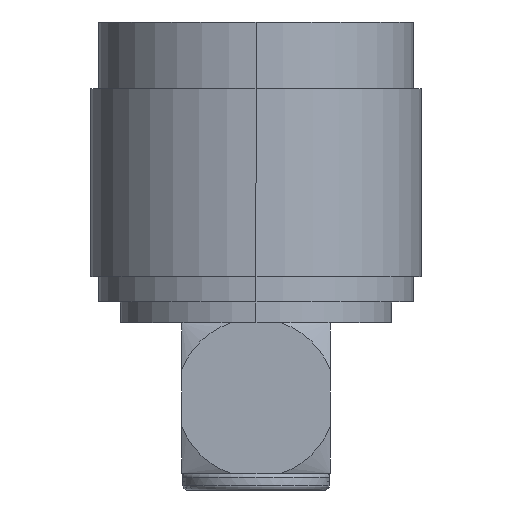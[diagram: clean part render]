
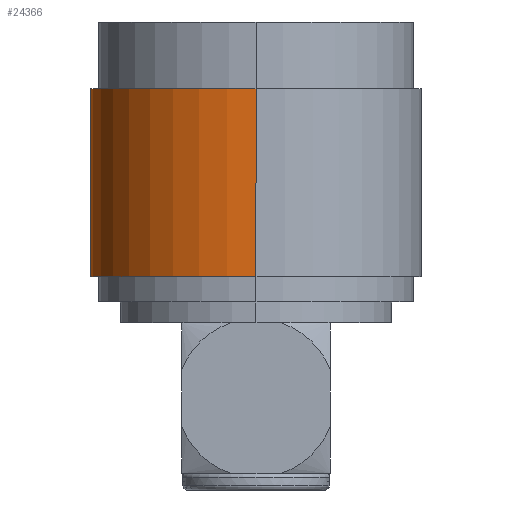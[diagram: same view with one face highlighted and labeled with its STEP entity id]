
A CAD part, left-side view. The second image highlights one B-rep face of the part: STEP entity #24366.
In plain terms, the highlighted cylindrical face has radius 10.058 mm (diameter 20.116 mm), a partial arc.
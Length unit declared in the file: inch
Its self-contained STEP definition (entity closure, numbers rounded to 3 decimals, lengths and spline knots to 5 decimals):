
#41 = CARTESIAN_POINT ( 'NONE',  ( 0., -0.29, 0. ) ) ;
#1543 = DIRECTION ( 'NONE',  ( 0., -1., 0. ) ) ;
#4774 = AXIS2_PLACEMENT_3D ( 'NONE', #40489, #14033, #27591 ) ;
#5686 = CARTESIAN_POINT ( 'NONE',  ( 0., -0.11, 0.39599 ) ) ;
#7551 = CARTESIAN_POINT ( 'NONE',  ( 0., -0.74, 0. ) ) ;
#8986 = VERTEX_POINT ( 'NONE', #16965 ) ;
#9560 = LINE ( 'NONE', #14323, #14240 ) ;
#9866 = ORIENTED_EDGE ( 'NONE', *, *, #28992, .T. ) ;
#12225 = CIRCLE ( 'NONE', #27304, 0.39599 ) ;
#13472 = DIRECTION ( 'NONE',  ( 0., 0., -1. ) ) ;
#14033 = DIRECTION ( 'NONE',  ( 0., -1., 0. ) ) ;
#14240 = VECTOR ( 'NONE', #28031, 39.37008 ) ;
#14323 = CARTESIAN_POINT ( 'NONE',  ( 0., -0.11, -0.39599 ) ) ;
#15775 = EDGE_CURVE ( 'NONE', #31778, #8986, #12225, .T. ) ;
#15865 = DIRECTION ( 'NONE',  ( 0., -1., 0. ) ) ;
#16965 = CARTESIAN_POINT ( 'NONE',  ( 0., -0.74, 0.39599 ) ) ;
#17138 = EDGE_LOOP ( 'NONE', ( #9866, #18618, #30667, #35279 ) ) ;
#18373 = AXIS2_PLACEMENT_3D ( 'NONE', #41, #27149, #13472 ) ;
#18618 = ORIENTED_EDGE ( 'NONE', *, *, #42104, .T. ) ;
#22562 = VECTOR ( 'NONE', #15865, 39.37008 ) ;
#23026 = CARTESIAN_POINT ( 'NONE',  ( 0., -0.29, -0.39599 ) ) ;
#24366 = ADVANCED_FACE ( 'NONE', ( #29710 ), #32857, .T. ) ;
#27149 = DIRECTION ( 'NONE',  ( 0., -1., 0. ) ) ;
#27304 = AXIS2_PLACEMENT_3D ( 'NONE', #7551, #1543, #38896 ) ;
#27591 = DIRECTION ( 'NONE',  ( 0., 0., -1. ) ) ;
#28031 = DIRECTION ( 'NONE',  ( 0., -1., 0. ) ) ;
#28327 = VERTEX_POINT ( 'NONE', #23026 ) ;
#28992 = EDGE_CURVE ( 'NONE', #28327, #37844, #34225, .T. ) ;
#29710 = FACE_OUTER_BOUND ( 'NONE', #17138, .T. ) ;
#30334 = CARTESIAN_POINT ( 'NONE',  ( 0., -0.74, -0.39599 ) ) ;
#30667 = ORIENTED_EDGE ( 'NONE', *, *, #15775, .F. ) ;
#31778 = VERTEX_POINT ( 'NONE', #30334 ) ;
#32857 = CYLINDRICAL_SURFACE ( 'NONE', #4774, 0.39599 ) ;
#34225 = CIRCLE ( 'NONE', #18373, 0.39599 ) ;
#35279 = ORIENTED_EDGE ( 'NONE', *, *, #41677, .F. ) ;
#37385 = CARTESIAN_POINT ( 'NONE',  ( 0., -0.29, 0.39599 ) ) ;
#37844 = VERTEX_POINT ( 'NONE', #37385 ) ;
#38896 = DIRECTION ( 'NONE',  ( 0., 0., -1. ) ) ;
#39324 = LINE ( 'NONE', #5686, #22562 ) ;
#40489 = CARTESIAN_POINT ( 'NONE',  ( 0., -0.11, 0. ) ) ;
#41677 = EDGE_CURVE ( 'NONE', #28327, #31778, #9560, .T. ) ;
#42104 = EDGE_CURVE ( 'NONE', #37844, #8986, #39324, .T. ) ;
